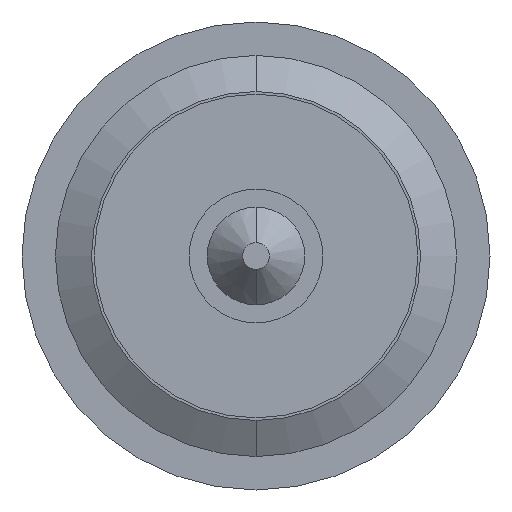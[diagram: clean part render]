
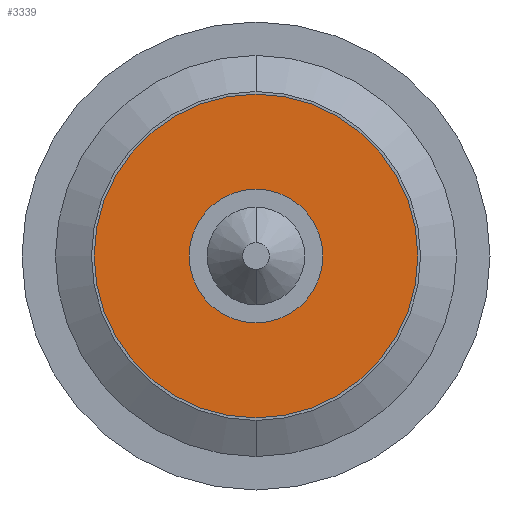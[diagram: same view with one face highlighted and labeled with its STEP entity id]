
A CAD part, front view. The second image highlights one B-rep face of the part: STEP entity #3339.
In plain terms, the highlighted planar face has unit normal (0, -1, 0).
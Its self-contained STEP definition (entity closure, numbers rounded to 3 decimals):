
#181 = VERTEX_POINT ( 'NONE', #584 ) ;
#471 = EDGE_CURVE ( 'Defeature ausgef�hrt2_56+Defeature ausgef�hrt2_55+Defeature ausgef�hrt2_55+Defeature ausgef�hrt2_55', #3781, #3786, #2020, .T. ) ;
#475 = ORIENTED_EDGE ( 'NONE', *, *, #471, .F. ) ;
#578 = CARTESIAN_POINT ( 'NONE',  ( 0., -13.1, 0. ) ) ;
#584 = CARTESIAN_POINT ( 'NONE',  ( 0., -13.1, -0.5 ) ) ;
#770 = FACE_OUTER_BOUND ( 'NONE', #2741, .T. ) ;
#845 = CARTESIAN_POINT ( 'NONE',  ( 0., -13.1, 0. ) ) ;
#848 = CARTESIAN_POINT ( 'NONE',  ( 0., -13.1, 0. ) ) ;
#973 = AXIS2_PLACEMENT_3D ( 'NONE', #845, #1553, #1623 ) ;
#1055 = CIRCLE ( 'NONE', #3154, 0.5 ) ;
#1153 = FACE_BOUND ( 'NONE', #2883, .T. ) ;
#1175 = EDGE_CURVE ( 'Defeature ausgef�hrt2_57+Defeature ausgef�hrt2_55+Defeature ausgef�hrt2_55+Defeature ausgef�hrt2_55', #3504, #181, #1055, .T. ) ;
#1177 = DIRECTION ( 'NONE',  ( 0., 1., 0. ) ) ;
#1210 = AXIS2_PLACEMENT_3D ( 'NONE', #848, #1177, #3508 ) ;
#1211 = AXIS2_PLACEMENT_3D ( 'NONE', #578, #1658, #2895 ) ;
#1293 = CARTESIAN_POINT ( 'NONE',  ( 0., -13.1, 0.5 ) ) ;
#1553 = DIRECTION ( 'NONE',  ( 0., -1., 0. ) ) ;
#1623 = DIRECTION ( 'NONE',  ( 0., 0., 1. ) ) ;
#1658 = DIRECTION ( 'NONE',  ( 0., 1., 0. ) ) ;
#1941 = EDGE_CURVE ( 'Defeature ausgef�hrt2_56+Defeature ausgef�hrt2_55+Defeature ausgef�hrt2_55+Defeature ausgef�hrt2_55', #3786, #3781, #2670, .T. ) ;
#2020 = CIRCLE ( 'NONE', #1211, 1.21 ) ;
#2277 = ORIENTED_EDGE ( 'NONE', *, *, #1175, .F. ) ;
#2400 = DIRECTION ( 'NONE',  ( 0., 0., 1. ) ) ;
#2670 = CIRCLE ( 'NONE', #1210, 1.21 ) ;
#2741 = EDGE_LOOP ( 'NONE', ( #4520, #475 ) ) ;
#2812 = ORIENTED_EDGE ( 'NONE', *, *, #3352, .F. ) ;
#2823 = AXIS2_PLACEMENT_3D ( 'NONE', #4649, #4984, #3901 ) ;
#2883 = EDGE_LOOP ( 'NONE', ( #2277, #2812 ) ) ;
#2895 = DIRECTION ( 'NONE',  ( 0., 0., 1. ) ) ;
#3154 = AXIS2_PLACEMENT_3D ( 'NONE', #4324, #3517, #2400 ) ;
#3339 = ADVANCED_FACE ( 'Defeature ausgef�hrt2_55', ( #1153, #770 ), #4310, .F. ) ;
#3352 = EDGE_CURVE ( 'Defeature ausgef�hrt2_57+Defeature ausgef�hrt2_55+Defeature ausgef�hrt2_55+Defeature ausgef�hrt2_55', #181, #3504, #4526, .T. ) ;
#3504 = VERTEX_POINT ( 'NONE', #1293 ) ;
#3508 = DIRECTION ( 'NONE',  ( 0., 0., 1. ) ) ;
#3517 = DIRECTION ( 'NONE',  ( 0., -1., 0. ) ) ;
#3781 = VERTEX_POINT ( 'NONE', #4698 ) ;
#3786 = VERTEX_POINT ( 'NONE', #3869 ) ;
#3869 = CARTESIAN_POINT ( 'NONE',  ( 0., -13.1, 1.21 ) ) ;
#3901 = DIRECTION ( 'NONE',  ( 0., 0., 1. ) ) ;
#4310 = PLANE ( 'NONE',  #2823 ) ;
#4324 = CARTESIAN_POINT ( 'NONE',  ( 0., -13.1, 0. ) ) ;
#4520 = ORIENTED_EDGE ( 'NONE', *, *, #1941, .F. ) ;
#4526 = CIRCLE ( 'NONE', #973, 0.5 ) ;
#4649 = CARTESIAN_POINT ( 'NONE',  ( 0.515, -13.1, 0. ) ) ;
#4698 = CARTESIAN_POINT ( 'NONE',  ( 0., -13.1, -1.21 ) ) ;
#4984 = DIRECTION ( 'NONE',  ( 0., 1., 0. ) ) ;
